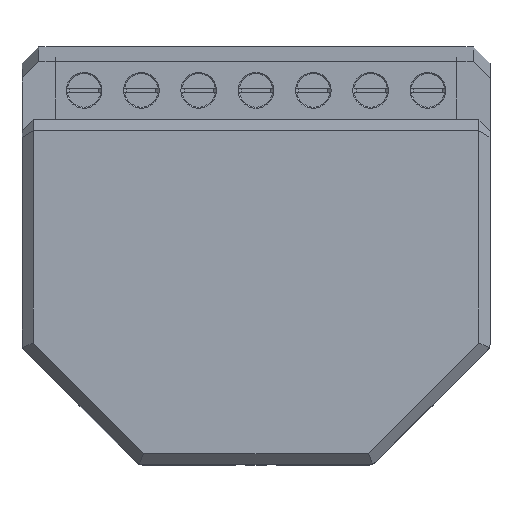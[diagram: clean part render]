
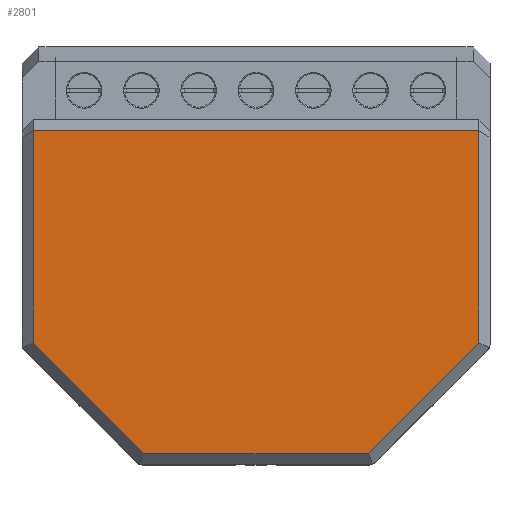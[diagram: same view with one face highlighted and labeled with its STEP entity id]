
A CAD part, top view. The second image highlights one B-rep face of the part: STEP entity #2801.
In plain terms, the highlighted planar face has unit normal (0, 0, 1).
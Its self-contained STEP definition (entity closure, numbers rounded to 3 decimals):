
#223=PLANE('',#3004);
#384=FACE_OUTER_BOUND('',#548,.T.);
#548=EDGE_LOOP('',(#2506,#2507,#2508,#2509,#2510,#2511));
#620=LINE('',#3941,#928);
#625=LINE('',#3952,#933);
#631=LINE('',#3972,#939);
#636=LINE('',#3990,#944);
#642=LINE('',#4008,#950);
#877=LINE('',#4490,#1185);
#928=VECTOR('',#3165,10.);
#933=VECTOR('',#3174,10.);
#939=VECTOR('',#3194,10.);
#944=VECTOR('',#3211,10.);
#950=VECTOR('',#3229,10.);
#1185=VECTOR('',#3658,10.);
#1294=VERTEX_POINT('',#3938);
#1295=VERTEX_POINT('',#3940);
#1299=VERTEX_POINT('',#3950);
#1306=VERTEX_POINT('',#3970);
#1313=VERTEX_POINT('',#3988);
#1319=VERTEX_POINT('',#4006);
#1556=EDGE_CURVE('',#1294,#1295,#620,.T.);
#1562=EDGE_CURVE('',#1299,#1294,#625,.T.);
#1572=EDGE_CURVE('',#1306,#1299,#631,.T.);
#1581=EDGE_CURVE('',#1313,#1306,#636,.T.);
#1590=EDGE_CURVE('',#1319,#1313,#642,.T.);
#1827=EDGE_CURVE('',#1319,#1295,#877,.T.);
#2506=ORIENTED_EDGE('',*,*,#1590,.F.);
#2507=ORIENTED_EDGE('',*,*,#1827,.T.);
#2508=ORIENTED_EDGE('',*,*,#1556,.F.);
#2509=ORIENTED_EDGE('',*,*,#1562,.F.);
#2510=ORIENTED_EDGE('',*,*,#1572,.F.);
#2511=ORIENTED_EDGE('',*,*,#1581,.F.);
#2801=ADVANCED_FACE('',(#384),#223,.T.);
#3004=AXIS2_PLACEMENT_3D('',#4491,#3659,#3660);
#3165=DIRECTION('',(0.,1.,0.));
#3174=DIRECTION('',(-0.707,0.707,0.));
#3194=DIRECTION('',(-1.,0.,0.));
#3211=DIRECTION('',(-0.707,-0.707,0.));
#3229=DIRECTION('',(0.,-1.,0.));
#3658=DIRECTION('',(-1.,0.,0.));
#3659=DIRECTION('center_axis',(0.,0.,1.));
#3660=DIRECTION('ref_axis',(1.,0.,0.));
#3938=CARTESIAN_POINT('',(-20.,-7.836,16.));
#3940=CARTESIAN_POINT('',(-20.,11.25,16.));
#3941=CARTESIAN_POINT('',(-20.,9.375,16.));
#3950=CARTESIAN_POINT('',(-10.086,-17.75,16.));
#3952=CARTESIAN_POINT('',(-17.105,-10.73,16.));
#3970=CARTESIAN_POINT('',(10.086,-17.75,16.));
#3972=CARTESIAN_POINT('',(-5.25,-17.75,16.));
#3988=CARTESIAN_POINT('',(20.,-7.836,16.));
#3990=CARTESIAN_POINT('',(11.855,-15.98,16.));
#4006=CARTESIAN_POINT('',(20.,11.25,16.));
#4008=CARTESIAN_POINT('',(20.,-4.125,16.));
#4490=CARTESIAN_POINT('',(-10.5,11.25,16.));
#4491=CARTESIAN_POINT('Origin',(0.,0.,
16.));
